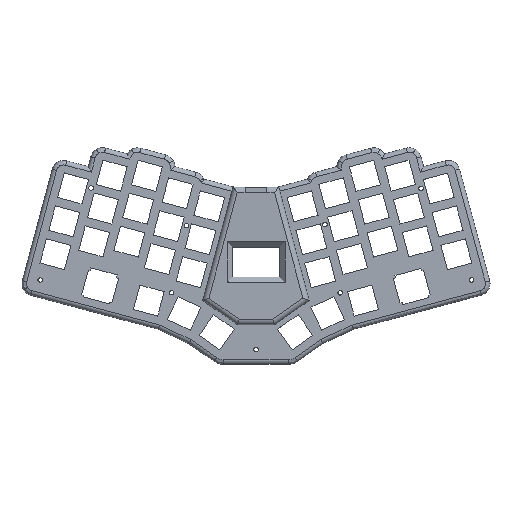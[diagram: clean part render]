
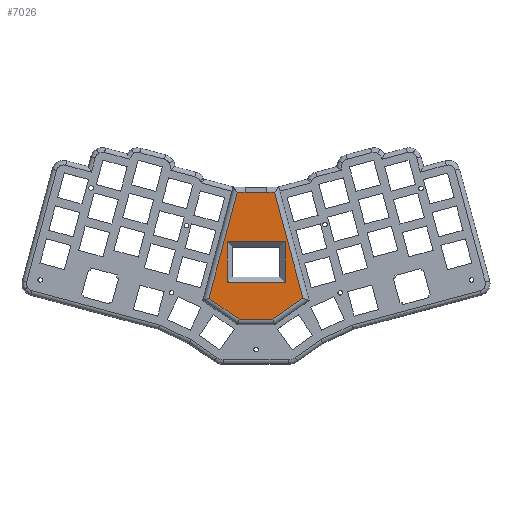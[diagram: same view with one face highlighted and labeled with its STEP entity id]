
A CAD part, top view. The second image highlights one B-rep face of the part: STEP entity #7026.
In plain terms, the highlighted planar face has unit normal (0, 0, 1).
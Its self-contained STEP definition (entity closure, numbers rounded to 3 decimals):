
#340=FACE_BOUND('',#813,.T.);
#341=FACE_BOUND('',#814,.T.);
#342=FACE_BOUND('',#815,.T.);
#444=FACE_OUTER_BOUND('',#812,.T.);
#812=EDGE_LOOP('',(#4696,#4697,#4698,#4699,#4700,#4701,#4702,#4703));
#813=EDGE_LOOP('',(#4704,#4705));
#814=EDGE_LOOP('',(#4706,#4707));
#815=EDGE_LOOP('',(#4708,#4709,#4710,#4711));
#1272=LINE('',#9360,#2108);
#1276=LINE('',#9369,#2112);
#1281=LINE('',#9377,#2117);
#1282=LINE('',#9379,#2118);
#1289=LINE('',#9394,#2125);
#1290=LINE('',#9396,#2126);
#1291=LINE('',#9398,#2127);
#1292=LINE('',#9400,#2128);
#1293=LINE('',#9402,#2129);
#1294=LINE('',#9404,#2130);
#1295=LINE('',#9406,#2131);
#1296=LINE('',#9407,#2132);
#1297=LINE('',#9410,#2133);
#1298=LINE('',#9413,#2134);
#2108=VECTOR('',#7778,10.);
#2112=VECTOR('',#7784,10.);
#2117=VECTOR('',#7791,10.);
#2118=VECTOR('',#7794,10.);
#2125=VECTOR('',#7807,10.);
#2126=VECTOR('',#7808,10.);
#2127=VECTOR('',#7809,10.);
#2128=VECTOR('',#7810,10.);
#2129=VECTOR('',#7811,10.);
#2130=VECTOR('',#7812,10.);
#2131=VECTOR('',#7813,10.);
#2132=VECTOR('',#7814,10.);
#2133=VECTOR('',#7815,10.);
#2134=VECTOR('',#7816,10.);
#2944=VERTEX_POINT('',#9358);
#2945=VERTEX_POINT('',#9359);
#2948=VERTEX_POINT('',#9367);
#2949=VERTEX_POINT('',#9368);
#2955=VERTEX_POINT('',#9392);
#2956=VERTEX_POINT('',#9393);
#2957=VERTEX_POINT('',#9395);
#2958=VERTEX_POINT('',#9397);
#2959=VERTEX_POINT('',#9399);
#2960=VERTEX_POINT('',#9401);
#2961=VERTEX_POINT('',#9403);
#2962=VERTEX_POINT('',#9405);
#2963=VERTEX_POINT('',#9408);
#2964=VERTEX_POINT('',#9409);
#2965=VERTEX_POINT('',#9411);
#2966=VERTEX_POINT('',#9412);
#3625=EDGE_CURVE('',#2944,#2945,#1272,.T.);
#3629=EDGE_CURVE('',#2948,#2949,#1276,.T.);
#3634=EDGE_CURVE('',#2949,#2944,#1281,.T.);
#3635=EDGE_CURVE('',#2945,#2948,#1282,.T.);
#3642=EDGE_CURVE('',#2955,#2956,#1289,.T.);
#3643=EDGE_CURVE('',#2957,#2955,#1290,.T.);
#3644=EDGE_CURVE('',#2958,#2957,#1291,.T.);
#3645=EDGE_CURVE('',#2959,#2958,#1292,.T.);
#3646=EDGE_CURVE('',#2960,#2959,#1293,.T.);
#3647=EDGE_CURVE('',#2961,#2960,#1294,.T.);
#3648=EDGE_CURVE('',#2962,#2961,#1295,.T.);
#3649=EDGE_CURVE('',#2956,#2962,#1296,.T.);
#3650=EDGE_CURVE('',#2963,#2964,#1297,.T.);
#3651=EDGE_CURVE('',#2965,#2966,#1298,.T.);
#4696=ORIENTED_EDGE('',*,*,#3642,.F.);
#4697=ORIENTED_EDGE('',*,*,#3643,.F.);
#4698=ORIENTED_EDGE('',*,*,#3644,.F.);
#4699=ORIENTED_EDGE('',*,*,#3645,.F.);
#4700=ORIENTED_EDGE('',*,*,#3646,.F.);
#4701=ORIENTED_EDGE('',*,*,#3647,.F.);
#4702=ORIENTED_EDGE('',*,*,#3648,.F.);
#4703=ORIENTED_EDGE('',*,*,#3649,.F.);
#4704=ORIENTED_EDGE('',*,*,#3650,.T.);
#4705=ORIENTED_EDGE('',*,*,#3650,.F.);
#4706=ORIENTED_EDGE('',*,*,#3651,.F.);
#4707=ORIENTED_EDGE('',*,*,#3651,.T.);
#4708=ORIENTED_EDGE('',*,*,#3629,.F.);
#4709=ORIENTED_EDGE('',*,*,#3635,.F.);
#4710=ORIENTED_EDGE('',*,*,#3625,.F.);
#4711=ORIENTED_EDGE('',*,*,#3634,.F.);
#6772=PLANE('',#7408);
#7026=ADVANCED_FACE('',(#444,#340,#341,#342),#6772,.T.);
#7408=AXIS2_PLACEMENT_3D('',#9391,#7805,#7806);
#7778=DIRECTION('',(1.,0.,0.));
#7784=DIRECTION('',(-1.,0.,0.));
#7791=DIRECTION('',(0.,-1.,0.));
#7794=DIRECTION('',(0.,1.,0.));
#7805=DIRECTION('center_axis',(0.,0.,
1.));
#7806=DIRECTION('ref_axis',(0.,1.,0.));
#7807=DIRECTION('',(0.259,0.966,0.));
#7808=DIRECTION('',(-0.819,0.574,0.));
#7809=DIRECTION('',(-1.,0.,0.));
#7810=DIRECTION('',(-0.819,-0.574,0.));
#7811=DIRECTION('',(0.26,-0.966,0.));
#7812=DIRECTION('',(1.,0.,0.));
#7813=DIRECTION('',(1.,0.,0.));
#7814=DIRECTION('',(1.,0.,0.));
#7815=DIRECTION('',(0.,-1.,0.));
#7816=DIRECTION('',(0.,-1.,0.));
#9358=CARTESIAN_POINT('',(-195.034,-95.265,8.5));
#9359=CARTESIAN_POINT('',(-162.595,-95.265,8.5));
#9360=CARTESIAN_POINT('',(-172.302,-95.265,8.5));
#9367=CARTESIAN_POINT('',(-162.595,-72.465,8.5));
#9368=CARTESIAN_POINT('',(-195.034,-72.465,8.5));
#9369=CARTESIAN_POINT('',(-185.522,-72.465,8.5));
#9377=CARTESIAN_POINT('',(-195.034,-85.096,8.5));
#9379=CARTESIAN_POINT('',(-162.595,-86.316,8.5));
#9391=CARTESIAN_POINT('Origin',(-179.01,-80.035,8.5));
#9392=CARTESIAN_POINT('',(-205.22,-104.025,8.5));
#9393=CARTESIAN_POINT('',(-189.418,-45.033,8.5));
#9394=CARTESIAN_POINT('',(-193.132,-58.899,8.5));
#9395=CARTESIAN_POINT('',(-188.353,-115.849,8.5));
#9396=CARTESIAN_POINT('',(-202.931,-105.63,8.5));
#9397=CARTESIAN_POINT('',(-169.588,-115.849,8.5));
#9398=CARTESIAN_POINT('',(-184.155,-115.849,8.5));
#9399=CARTESIAN_POINT('',(-152.721,-104.038,8.5));
#9400=CARTESIAN_POINT('',(-164.723,-112.442,8.5));
#9401=CARTESIAN_POINT('',(-168.606,-45.038,8.5));
#9402=CARTESIAN_POINT('',(-156.349,-90.563,8.5));
#9403=CARTESIAN_POINT('',(-173.002,-45.037,8.5));
#9404=CARTESIAN_POINT('',(-172.852,-45.037,8.5));
#9405=CARTESIAN_POINT('',(-185.002,-45.034,8.5));
#9406=CARTESIAN_POINT('',(-172.852,-45.037,8.5));
#9407=CARTESIAN_POINT('',(-172.852,-45.037,8.5));
#9408=CARTESIAN_POINT('',(-178.995,-97.735,8.5));
#9409=CARTESIAN_POINT('',(-178.995,-99.215,8.5));
#9410=CARTESIAN_POINT('',(-178.995,-80.035,8.5));
#9411=CARTESIAN_POINT('',(-178.995,-60.856,8.5));
#9412=CARTESIAN_POINT('',(-178.995,-62.335,8.5));
#9413=CARTESIAN_POINT('',(-178.995,-80.035,8.5));
